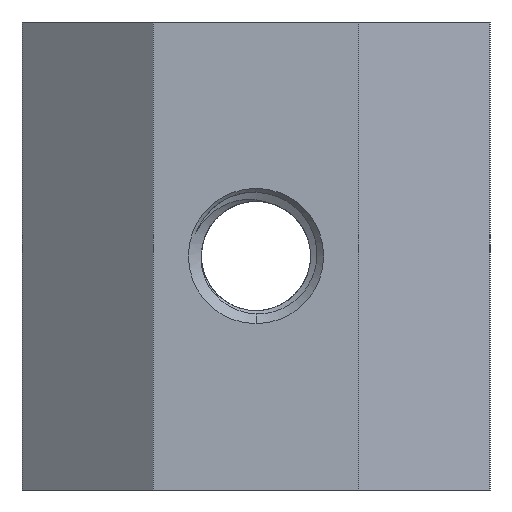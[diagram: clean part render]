
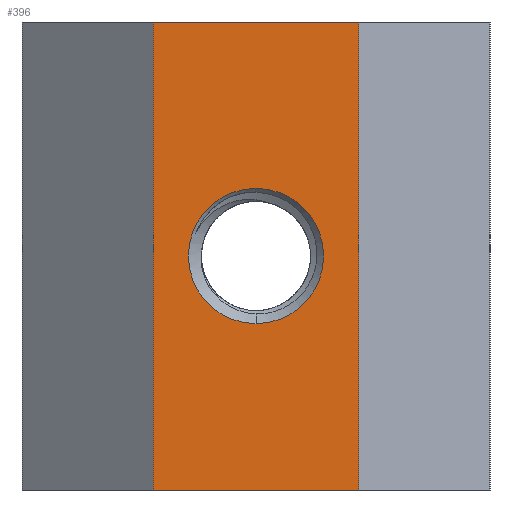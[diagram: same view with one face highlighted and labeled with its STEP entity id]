
A CAD part, front view. The second image highlights one B-rep face of the part: STEP entity #396.
In plain terms, the highlighted planar face has unit normal (0, -1, 0).
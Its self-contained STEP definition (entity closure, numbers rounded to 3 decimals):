
#45 = DIRECTION ( 'NONE',  ( 0., 0., -1. ) ) ;
#75 = VERTEX_POINT ( 'NONE', #412 ) ;
#103 = VECTOR ( 'NONE', #4773, 1000. ) ;
#233 = VECTOR ( 'NONE', #1446, 1000. ) ;
#300 = EDGE_CURVE ( 'NONE', #75, #999, #3509, .T. ) ;
#370 = ORIENTED_EDGE ( 'NONE', *, *, #1444, .T. ) ;
#396 = ADVANCED_FACE ( 'NONE', ( #1000, #2266 ), #5182, .F. ) ;
#401 = VERTEX_POINT ( 'NONE', #3911 ) ;
#412 = CARTESIAN_POINT ( 'NONE',  ( -3.949, -9., 9. ) ) ;
#459 = EDGE_CURVE ( 'NONE', #999, #5133, #1485, .T. ) ;
#932 = CARTESIAN_POINT ( 'NONE',  ( 0., -9., 2.6 ) ) ;
#999 = VERTEX_POINT ( 'NONE', #2043 ) ;
#1000 = FACE_BOUND ( 'NONE', #1443, .T. ) ;
#1079 = DIRECTION ( 'NONE',  ( 0., 0., -1. ) ) ;
#1084 = ORIENTED_EDGE ( 'NONE', *, *, #459, .F. ) ;
#1103 = EDGE_CURVE ( 'NONE', #3255, #401, #5275, .T. ) ;
#1353 = CARTESIAN_POINT ( 'NONE',  ( -3.949, -9., -9. ) ) ;
#1398 = VECTOR ( 'NONE', #1079, 1000. ) ;
#1443 = EDGE_LOOP ( 'NONE', ( #4247, #1843 ) ) ;
#1444 = EDGE_CURVE ( 'NONE', #3851, #5133, #1850, .T. ) ;
#1446 = DIRECTION ( 'NONE',  ( 1., 0., 0. ) ) ;
#1485 = LINE ( 'NONE', #3121, #1398 ) ;
#1746 = CARTESIAN_POINT ( 'NONE',  ( -3.949, -9., 9. ) ) ;
#1843 = ORIENTED_EDGE ( 'NONE', *, *, #1103, .T. ) ;
#1850 = LINE ( 'NONE', #2649, #233 ) ;
#1940 = AXIS2_PLACEMENT_3D ( 'NONE', #1978, #4001, #3162 ) ;
#1978 = CARTESIAN_POINT ( 'NONE',  ( 0., -9., 0. ) ) ;
#2000 = AXIS2_PLACEMENT_3D ( 'NONE', #2415, #2390, #3284 ) ;
#2043 = CARTESIAN_POINT ( 'NONE',  ( 3.949, -9., 9. ) ) ;
#2266 = FACE_OUTER_BOUND ( 'NONE', #2529, .T. ) ;
#2390 = DIRECTION ( 'NONE',  ( 0., 1., 0. ) ) ;
#2415 = CARTESIAN_POINT ( 'NONE',  ( 0., -9., 0. ) ) ;
#2529 = EDGE_LOOP ( 'NONE', ( #370, #1084, #2590, #4672 ) ) ;
#2534 = CIRCLE ( 'NONE', #1940, 2.6 ) ;
#2590 = ORIENTED_EDGE ( 'NONE', *, *, #300, .F. ) ;
#2649 = CARTESIAN_POINT ( 'NONE',  ( -3.949, -9., -9. ) ) ;
#2854 = AXIS2_PLACEMENT_3D ( 'NONE', #4695, #3017, #4748 ) ;
#2857 = EDGE_CURVE ( 'NONE', #75, #3851, #3360, .T. ) ;
#3017 = DIRECTION ( 'NONE',  ( 0., 1., 0. ) ) ;
#3020 = EDGE_CURVE ( 'NONE', #401, #3255, #2534, .T. ) ;
#3043 = CARTESIAN_POINT ( 'NONE',  ( -3.949, -9., 9. ) ) ;
#3121 = CARTESIAN_POINT ( 'NONE',  ( 3.949, -9., 9. ) ) ;
#3162 = DIRECTION ( 'NONE',  ( -1., 0., 0. ) ) ;
#3255 = VERTEX_POINT ( 'NONE', #932 ) ;
#3284 = DIRECTION ( 'NONE',  ( -1., 0., 0. ) ) ;
#3360 = LINE ( 'NONE', #1746, #3403 ) ;
#3403 = VECTOR ( 'NONE', #45, 1000. ) ;
#3509 = LINE ( 'NONE', #3043, #103 ) ;
#3851 = VERTEX_POINT ( 'NONE', #1353 ) ;
#3911 = CARTESIAN_POINT ( 'NONE',  ( 0., -9., -2.6 ) ) ;
#4001 = DIRECTION ( 'NONE',  ( 0., 1., 0. ) ) ;
#4105 = CARTESIAN_POINT ( 'NONE',  ( 3.949, -9., -9. ) ) ;
#4247 = ORIENTED_EDGE ( 'NONE', *, *, #3020, .T. ) ;
#4672 = ORIENTED_EDGE ( 'NONE', *, *, #2857, .T. ) ;
#4695 = CARTESIAN_POINT ( 'NONE',  ( -3.949, -9., 9. ) ) ;
#4748 = DIRECTION ( 'NONE',  ( -1., 0., 0. ) ) ;
#4773 = DIRECTION ( 'NONE',  ( 1., 0., 0. ) ) ;
#5133 = VERTEX_POINT ( 'NONE', #4105 ) ;
#5182 = PLANE ( 'NONE',  #2854 ) ;
#5275 = CIRCLE ( 'NONE', #2000, 2.6 ) ;
